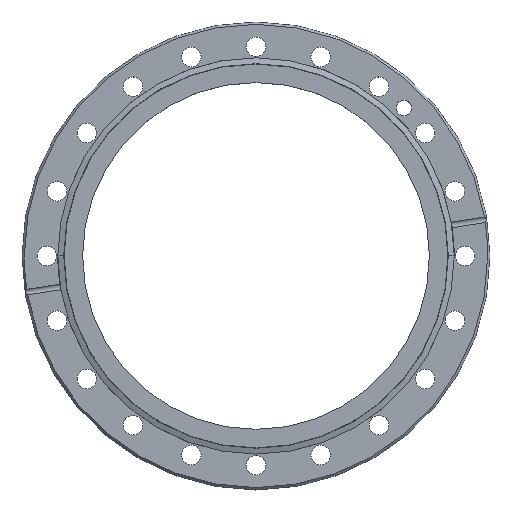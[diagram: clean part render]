
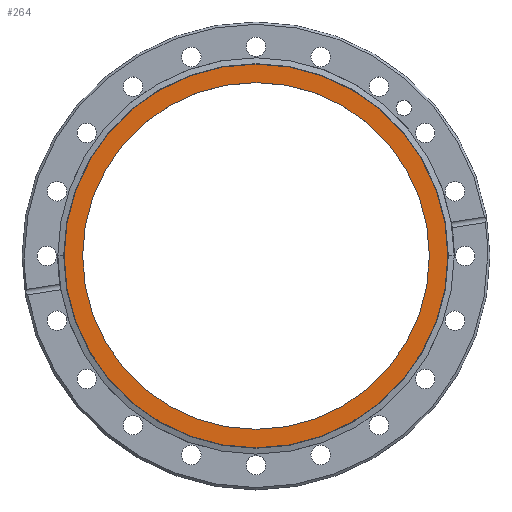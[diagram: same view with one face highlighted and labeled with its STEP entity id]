
A CAD part, top view. The second image highlights one B-rep face of the part: STEP entity #264.
In plain terms, the highlighted planar face has unit normal (0, 0, 1).
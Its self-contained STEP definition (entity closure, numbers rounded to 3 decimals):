
#158 = AXIS2_PLACEMENT_3D ( 'NONE', #2532, #2530, #2521 ) ;
#171 = ORIENTED_EDGE ( 'NONE', *, *, #1901, .T. ) ;
#218 = CIRCLE ( 'NONE', #507, 75. ) ;
#264 = ADVANCED_FACE ( 'NONE', ( #856, #918 ), #2499, .T. ) ;
#415 = ORIENTED_EDGE ( 'NONE', *, *, #1048, .T. ) ;
#427 = VERTEX_POINT ( 'NONE', #1235 ) ;
#507 = AXIS2_PLACEMENT_3D ( 'NONE', #1489, #1478, #1446 ) ;
#600 = VERTEX_POINT ( 'NONE', #2001 ) ;
#856 = FACE_OUTER_BOUND ( 'NONE', #2289, .T. ) ;
#894 = AXIS2_PLACEMENT_3D ( 'NONE', #1833, #1758, #1732 ) ;
#900 = CIRCLE ( 'NONE', #894, 82.998 ) ;
#918 = FACE_BOUND ( 'NONE', #2425, .T. ) ;
#1035 = VERTEX_POINT ( 'NONE', #1376 ) ;
#1048 = EDGE_CURVE ( 'NONE', #1709, #1035, #1174, .T. ) ;
#1097 = CARTESIAN_POINT ( 'NONE',  ( -82.998, 0., -1.2 ) ) ;
#1174 = CIRCLE ( 'NONE', #158, 82.998 ) ;
#1202 = AXIS2_PLACEMENT_3D ( 'NONE', #2174, #1514, #1419 ) ;
#1235 = CARTESIAN_POINT ( 'NONE',  ( 75., 0., -1.2 ) ) ;
#1236 = EDGE_CURVE ( 'NONE', #600, #427, #218, .T. ) ;
#1376 = CARTESIAN_POINT ( 'NONE',  ( 82.998, 0., -1.2 ) ) ;
#1419 = DIRECTION ( 'NONE',  ( 1., 0., 0. ) ) ;
#1446 = DIRECTION ( 'NONE',  ( 1., 0., 0. ) ) ;
#1478 = DIRECTION ( 'NONE',  ( 0., 0., -1. ) ) ;
#1489 = CARTESIAN_POINT ( 'NONE',  ( 0., 0., -1.2 ) ) ;
#1514 = DIRECTION ( 'NONE',  ( 0., 0., 1. ) ) ;
#1664 = DIRECTION ( 'NONE',  ( 0., 0., -1. ) ) ;
#1709 = VERTEX_POINT ( 'NONE', #1097 ) ;
#1732 = DIRECTION ( 'NONE',  ( 1., 0., 0. ) ) ;
#1758 = DIRECTION ( 'NONE',  ( 0., 0., 1. ) ) ;
#1833 = CARTESIAN_POINT ( 'NONE',  ( 0., 0., -1.2 ) ) ;
#1901 = EDGE_CURVE ( 'NONE', #427, #600, #2282, .T. ) ;
#1910 = ORIENTED_EDGE ( 'NONE', *, *, #1236, .T. ) ;
#1912 = ORIENTED_EDGE ( 'NONE', *, *, #2078, .T. ) ;
#1978 = AXIS2_PLACEMENT_3D ( 'NONE', #1987, #1664, #2143 ) ;
#1987 = CARTESIAN_POINT ( 'NONE',  ( 0., 0., -1.2 ) ) ;
#2001 = CARTESIAN_POINT ( 'NONE',  ( -75., 0., -1.2 ) ) ;
#2078 = EDGE_CURVE ( 'NONE', #1035, #1709, #900, .T. ) ;
#2143 = DIRECTION ( 'NONE',  ( 1., 0., 0. ) ) ;
#2174 = CARTESIAN_POINT ( 'NONE',  ( 0., 0., -1.2 ) ) ;
#2282 = CIRCLE ( 'NONE', #1978, 75. ) ;
#2289 = EDGE_LOOP ( 'NONE', ( #1912, #415 ) ) ;
#2425 = EDGE_LOOP ( 'NONE', ( #1910, #171 ) ) ;
#2499 = PLANE ( 'NONE',  #1202 ) ;
#2521 = DIRECTION ( 'NONE',  ( 1., 0., 0. ) ) ;
#2530 = DIRECTION ( 'NONE',  ( 0., 0., 1. ) ) ;
#2532 = CARTESIAN_POINT ( 'NONE',  ( 0., 0., -1.2 ) ) ;
